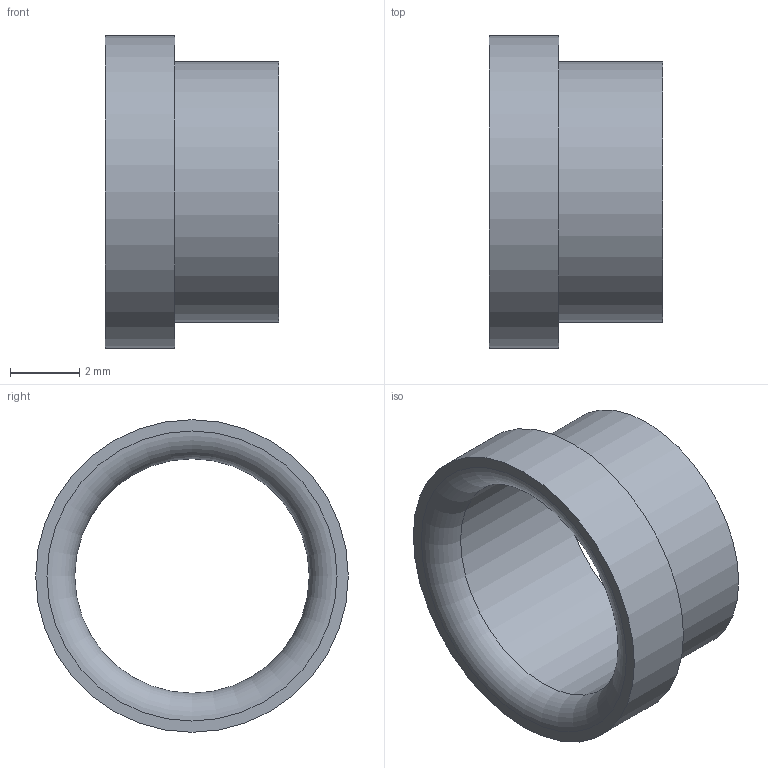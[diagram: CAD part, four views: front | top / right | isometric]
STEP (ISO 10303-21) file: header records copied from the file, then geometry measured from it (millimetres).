
FILE_DESCRIPTION(/* description */ ('Unknown'),/* implementation_level */ '2;1');
FILE_NAME(/* name */ '391130635',/* time_stamp */ '2018-05-18T11:02:25+02:00',/* author */ ('Unknown'),/* organization */ ('Unknown'),/* preprocessor_version */ 'ST-DEVELOPER v16.7',/* originating_system */ 'DEX',/* authorisation */ $);
FILE_SCHEMA (('AUTOMOTIVE_DESIGN {1 0 10303 214 3 1 1}'));
Length unit declared in the file: millimetre
Products named in the file (1): 0020395
Bounding box: 5 x 9 x 9 mm (x, y, z)
Volume: 77.8 mm3; surface area: 281.9 mm2
Topology: 1 solids, 1 shells, 7 faces, 11 edges, 7 vertices
Faces by surface type: cylinder 3, plane 3, torus 1
Full cylindrical faces by diameter (mm): 6.75 x1, 7.5 x1, 9 x1
Entity records: 178 total; most frequent: DIRECTION 30, CARTESIAN_POINT 22, AXIS2_PLACEMENT_3D 15, ORIENTED_EDGE 14, EDGE_LOOP 14, FACE_BOUND 14, EDGE_CURVE 7, VERTEX_POINT 7
